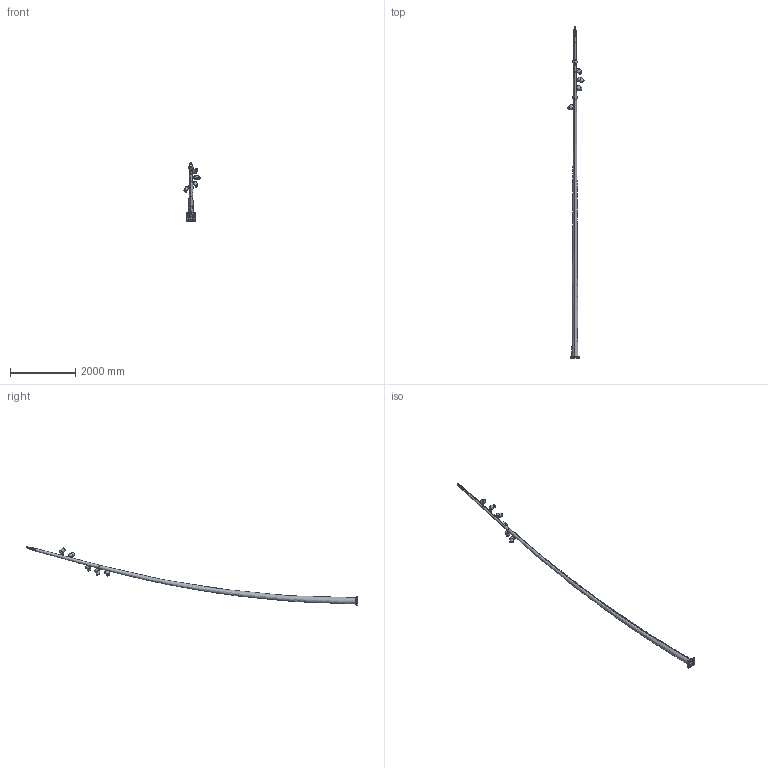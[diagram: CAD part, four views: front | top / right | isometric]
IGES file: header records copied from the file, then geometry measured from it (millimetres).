
Start section: SolidWorks IGES file using analytic representation for surfaces
Global section: file name: ova-6Ï(50)-10-(Ê240-180-4õ25)-ö+ïî.IGS; native system: SolidWorks 2020; preprocessor: SolidWorks 2020; author: Åêàòåðèíà; date: 210712.164819; units: millimetre
Bounding box: 492.61 x 10147.27 x 1784.24 mm (x, y, z)
Surface area: 9161225.8 mm2 (no closed solid volume)
Topology: 0 solids, 0 shells, 6291 faces, 51531 edges, 51433 vertices
Faces by surface type: bspline 5398, revolution 893
